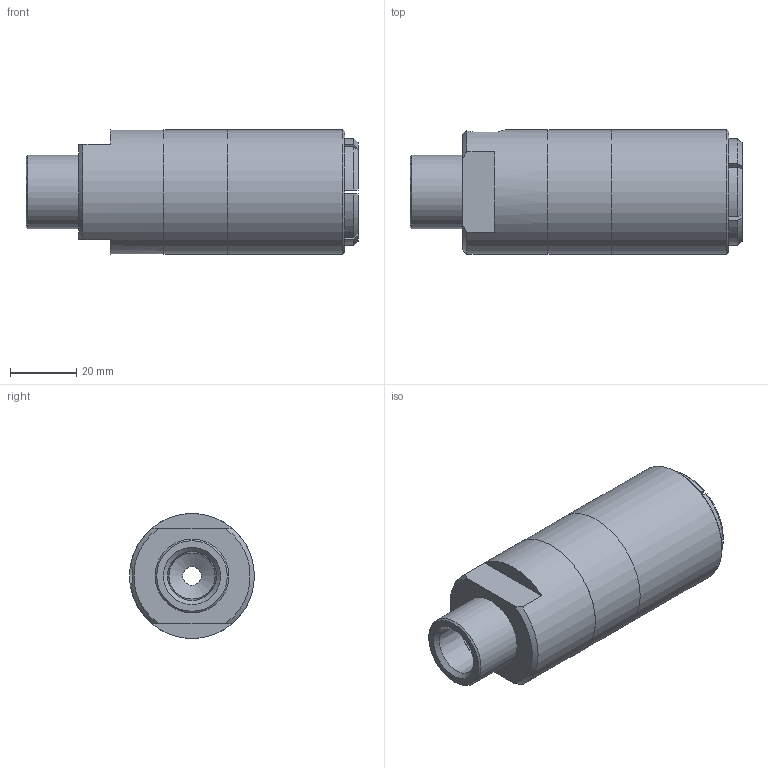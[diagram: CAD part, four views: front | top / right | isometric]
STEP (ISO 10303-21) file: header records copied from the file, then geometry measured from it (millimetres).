
FILE_DESCRIPTION(/* description */ (''),/* implementation_level */ '2;1');
FILE_NAME(/* name */ 'FXP089061.stp',/* time_stamp */ '2014-09-29T11:04:42-05:00',/* author */ ('scottg'),/* organization */ ('FasTest,Inc.'),/* preprocessor_version */ 'ST-DEVELOPER v15.2',/* originating_system */ 'Autodesk Inventor 2014',/* authorisation */ '');
FILE_SCHEMA (('AUTOMOTIVE_DESIGN { 1 0 10303 214 3 1 1 }'));
Length unit declared in the file: inch
Products named in the file (1): FXP089061
Bounding box: 99.97 x 37.59 x 37.59 mm (x, y, z)
Volume: 87455.3 mm3; surface area: 18643.6 mm2
Topology: 1 solids, 1 shells, 103 faces, 267 edges, 176 vertices
Faces by surface type: plane 43, cone 36, cylinder 22, torus 2
Full cylindrical faces by diameter (mm): 5.537 x1, 8.433 x1, 13.894 x1, 17.323 x1, 22.225 x1, 22.784 x1, 23.241 x1, 32.08 x1, 32.182 x1, 34.925 x1, 37.592 x3
Entity records: 3048 total; most frequent: CARTESIAN_POINT 741, DIRECTION 470, ORIENTED_EDGE 468, EDGE_CURVE 234, AXIS2_PLACEMENT_3D 205, VERTEX_POINT 168, EDGE_LOOP 140, ADVANCED_FACE 103
